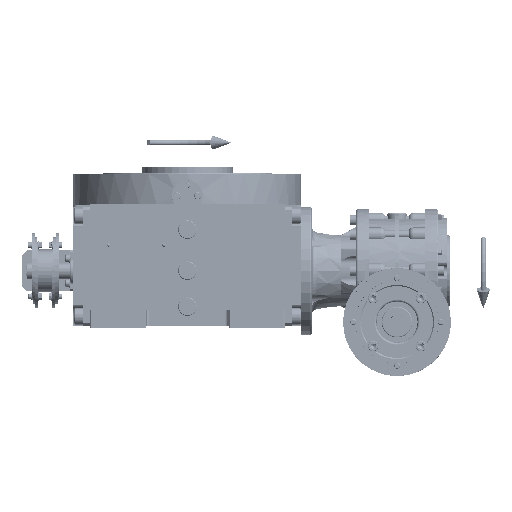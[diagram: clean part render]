
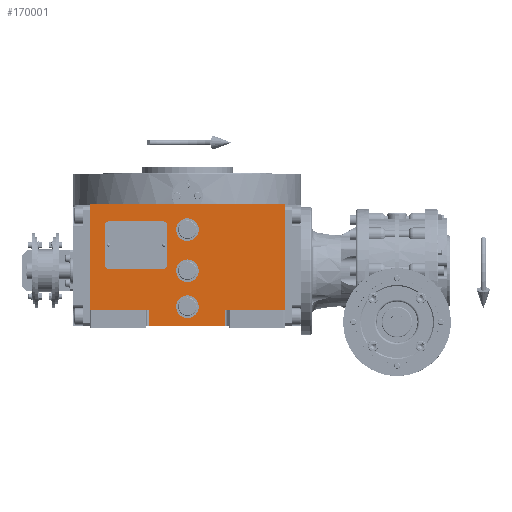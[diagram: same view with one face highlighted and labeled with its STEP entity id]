
A CAD part, top view. The second image highlights one B-rep face of the part: STEP entity #170001.
In plain terms, the highlighted planar face has unit normal (0, 0, 1).
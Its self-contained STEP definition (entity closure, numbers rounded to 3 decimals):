
#2885 = ORIENTED_EDGE ( 'NONE', *, *, #79713, .F. ) ;
#3795 = EDGE_CURVE ( 'NONE', #5855, #116529, #101344, .T. ) ;
#4049 = CIRCLE ( 'NONE', #144010, 11. ) ;
#5653 = DIRECTION ( 'NONE',  ( 1., 0., 0. ) ) ;
#5855 = VERTEX_POINT ( 'NONE', #150395 ) ;
#5994 = FACE_BOUND ( 'NONE', #26635, .T. ) ;
#10353 = DIRECTION ( 'NONE',  ( 0., 1., 0. ) ) ;
#10731 = VERTEX_POINT ( 'NONE', #14803 ) ;
#11963 = DIRECTION ( 'NONE',  ( 1., 0., 0. ) ) ;
#12717 = DIRECTION ( 'NONE',  ( 0., 0., 1. ) ) ;
#14803 = CARTESIAN_POINT ( 'NONE',  ( 94.5, -38.5, 163.5 ) ) ;
#14937 = DIRECTION ( 'NONE',  ( -1., 0., 0. ) ) ;
#17284 = CIRCLE ( 'NONE', #44775, 11. ) ;
#18764 = CARTESIAN_POINT ( 'NONE',  ( 37., -53.5, 163.5 ) ) ;
#19213 = VECTOR ( 'NONE', #23151, 1000. ) ;
#20360 = ORIENTED_EDGE ( 'NONE', *, *, #149863, .F. ) ;
#21436 = ORIENTED_EDGE ( 'NONE', *, *, #124323, .F. ) ;
#22125 = ORIENTED_EDGE ( 'NONE', *, *, #24081, .F. ) ;
#23082 = VERTEX_POINT ( 'NONE', #57111 ) ;
#23151 = DIRECTION ( 'NONE',  ( 0., 1., 0. ) ) ;
#24081 = EDGE_CURVE ( 'NONE', #36577, #137853, #100618, .T. ) ;
#25472 = DIRECTION ( 'NONE',  ( 0., -1., 0. ) ) ;
#26536 = CARTESIAN_POINT ( 'NONE',  ( -94.5, -38.5, 163.5 ) ) ;
#26635 = EDGE_LOOP ( 'NONE', ( #52915, #122240 ) ) ;
#26994 = AXIS2_PLACEMENT_3D ( 'NONE', #64785, #106948, #14937 ) ;
#28365 = EDGE_CURVE ( 'NONE', #115717, #41211, #4049, .T. ) ;
#31402 = EDGE_CURVE ( 'NONE', #70606, #159486, #136719, .T. ) ;
#31715 = EDGE_CURVE ( 'NONE', #36577, #88905, #65199, .T. ) ;
#36577 = VERTEX_POINT ( 'NONE', #156801 ) ;
#36781 = AXIS2_PLACEMENT_3D ( 'NONE', #83402, #96315, #149600 ) ;
#38011 = LINE ( 'NONE', #66332, #107204 ) ;
#38228 = CARTESIAN_POINT ( 'NONE',  ( 37., -38.5, 163.5 ) ) ;
#38281 = DIRECTION ( 'NONE',  ( 1., 0., 0. ) ) ;
#40620 = AXIS2_PLACEMENT_3D ( 'NONE', #66472, #118980, #145614 ) ;
#41211 = VERTEX_POINT ( 'NONE', #152450 ) ;
#42645 = EDGE_LOOP ( 'NONE', ( #143018, #140765, #101616, #88104, #2885, #22125, #115589, #120069 ) ) ;
#44775 = AXIS2_PLACEMENT_3D ( 'NONE', #155428, #12717, #167507 ) ;
#44859 = VERTEX_POINT ( 'NONE', #18764 ) ;
#46041 = LINE ( 'NONE', #85619, #159365 ) ;
#46451 = CARTESIAN_POINT ( 'NONE',  ( -37., -38.5, 163.5 ) ) ;
#48666 = DIRECTION ( 'NONE',  ( -1., 0., 0. ) ) ;
#52915 = ORIENTED_EDGE ( 'NONE', *, *, #113800, .F. ) ;
#53739 = CARTESIAN_POINT ( 'NONE',  ( -94.5, 64.5, 163.5 ) ) ;
#57111 = CARTESIAN_POINT ( 'NONE',  ( 94.5, 64.5, 163.5 ) ) ;
#61116 = DIRECTION ( 'NONE',  ( 1., 0., 0. ) ) ;
#62911 = EDGE_LOOP ( 'NONE', ( #96317, #21436 ) ) ;
#64785 = CARTESIAN_POINT ( 'NONE',  ( 0., 40., 163.5 ) ) ;
#64924 = EDGE_CURVE ( 'NONE', #82423, #44859, #79642, .T. ) ;
#65199 = LINE ( 'NONE', #26536, #139456 ) ;
#66332 = CARTESIAN_POINT ( 'NONE',  ( -37., -53.5, 163.5 ) ) ;
#66372 = LINE ( 'NONE', #93929, #119575 ) ;
#66472 = CARTESIAN_POINT ( 'NONE',  ( 0., 0., 163.5 ) ) ;
#69203 = CARTESIAN_POINT ( 'NONE',  ( 11., -35., 163.5 ) ) ;
#70606 = VERTEX_POINT ( 'NONE', #108667 ) ;
#70705 = EDGE_CURVE ( 'NONE', #133506, #88905, #38011, .T. ) ;
#73627 = CARTESIAN_POINT ( 'NONE',  ( 0., -35., 163.5 ) ) ;
#78183 = EDGE_CURVE ( 'NONE', #82423, #10731, #66372, .T. ) ;
#79642 = LINE ( 'NONE', #116669, #115889 ) ;
#79713 = EDGE_CURVE ( 'NONE', #137853, #23082, #168571, .T. ) ;
#82423 = VERTEX_POINT ( 'NONE', #38228 ) ;
#83402 = CARTESIAN_POINT ( 'NONE',  ( -94.5, -53.5, 163.5 ) ) ;
#85619 = CARTESIAN_POINT ( 'NONE',  ( -37., -53.5, 163.5 ) ) ;
#87759 = CARTESIAN_POINT ( 'NONE',  ( 94.5, -38.5, 163.5 ) ) ;
#88104 = ORIENTED_EDGE ( 'NONE', *, *, #100117, .T. ) ;
#88905 = VERTEX_POINT ( 'NONE', #46451 ) ;
#90369 = CARTESIAN_POINT ( 'NONE',  ( -94.5, 64.5, 163.5 ) ) ;
#91293 = EDGE_CURVE ( 'NONE', #133506, #44859, #46041, .T. ) ;
#93929 = CARTESIAN_POINT ( 'NONE',  ( 37., -38.5, 163.5 ) ) ;
#96315 = DIRECTION ( 'NONE',  ( 0., 0., 1. ) ) ;
#96317 = ORIENTED_EDGE ( 'NONE', *, *, #28365, .F. ) ;
#97171 = PLANE ( 'NONE',  #36781 ) ;
#98905 = CARTESIAN_POINT ( 'NONE',  ( -94.5, -38.5, 163.5 ) ) ;
#100117 = EDGE_CURVE ( 'NONE', #10731, #23082, #114404, .T. ) ;
#100592 = CARTESIAN_POINT ( 'NONE',  ( 11., 40., 163.5 ) ) ;
#100618 = LINE ( 'NONE', #98905, #19213 ) ;
#100800 = VECTOR ( 'NONE', #61116, 1000. ) ;
#101344 = CIRCLE ( 'NONE', #106849, 11. ) ;
#101578 = CARTESIAN_POINT ( 'NONE',  ( 11., 0., 163.5 ) ) ;
#101616 = ORIENTED_EDGE ( 'NONE', *, *, #78183, .T. ) ;
#102553 = DIRECTION ( 'NONE',  ( 0., 1., 0. ) ) ;
#102878 = AXIS2_PLACEMENT_3D ( 'NONE', #157589, #160966, #144723 ) ;
#104220 = VECTOR ( 'NONE', #10353, 1000. ) ;
#106849 = AXIS2_PLACEMENT_3D ( 'NONE', #73627, #151884, #48666 ) ;
#106948 = DIRECTION ( 'NONE',  ( 0., 0., 1. ) ) ;
#107204 = VECTOR ( 'NONE', #102553, 1000. ) ;
#108667 = CARTESIAN_POINT ( 'NONE',  ( -11., 0., 163.5 ) ) ;
#111784 = EDGE_LOOP ( 'NONE', ( #20360, #128449 ) ) ;
#113800 = EDGE_CURVE ( 'NONE', #159486, #70606, #116604, .T. ) ;
#114051 = DIRECTION ( 'NONE',  ( 0., 0., 1. ) ) ;
#114404 = LINE ( 'NONE', #87759, #104220 ) ;
#115589 = ORIENTED_EDGE ( 'NONE', *, *, #31715, .T. ) ;
#115717 = VERTEX_POINT ( 'NONE', #100592 ) ;
#115889 = VECTOR ( 'NONE', #25472, 1000. ) ;
#116529 = VERTEX_POINT ( 'NONE', #69203 ) ;
#116604 = CIRCLE ( 'NONE', #102878, 11. ) ;
#116669 = CARTESIAN_POINT ( 'NONE',  ( 37., -38.5, 163.5 ) ) ;
#118980 = DIRECTION ( 'NONE',  ( 0., 0., 1. ) ) ;
#119575 = VECTOR ( 'NONE', #158388, 1000. ) ;
#120069 = ORIENTED_EDGE ( 'NONE', *, *, #70705, .F. ) ;
#122240 = ORIENTED_EDGE ( 'NONE', *, *, #31402, .F. ) ;
#124323 = EDGE_CURVE ( 'NONE', #41211, #115717, #139589, .T. ) ;
#128449 = ORIENTED_EDGE ( 'NONE', *, *, #3795, .F. ) ;
#133330 = FACE_OUTER_BOUND ( 'NONE', #42645, .T. ) ;
#133506 = VERTEX_POINT ( 'NONE', #167420 ) ;
#136704 = FACE_BOUND ( 'NONE', #111784, .T. ) ;
#136719 = CIRCLE ( 'NONE', #40620, 11. ) ;
#137853 = VERTEX_POINT ( 'NONE', #53739 ) ;
#139456 = VECTOR ( 'NONE', #11963, 1000. ) ;
#139589 = CIRCLE ( 'NONE', #26994, 11. ) ;
#140765 = ORIENTED_EDGE ( 'NONE', *, *, #64924, .F. ) ;
#143018 = ORIENTED_EDGE ( 'NONE', *, *, #91293, .T. ) ;
#144010 = AXIS2_PLACEMENT_3D ( 'NONE', #154384, #114051, #38281 ) ;
#144723 = DIRECTION ( 'NONE',  ( 1., 0., 0. ) ) ;
#145614 = DIRECTION ( 'NONE',  ( -1., 0., 0. ) ) ;
#149600 = DIRECTION ( 'NONE',  ( 1., 0., 0. ) ) ;
#149863 = EDGE_CURVE ( 'NONE', #116529, #5855, #17284, .T. ) ;
#150395 = CARTESIAN_POINT ( 'NONE',  ( -11., -35., 163.5 ) ) ;
#151884 = DIRECTION ( 'NONE',  ( 0., 0., 1. ) ) ;
#152450 = CARTESIAN_POINT ( 'NONE',  ( -11., 40., 163.5 ) ) ;
#154384 = CARTESIAN_POINT ( 'NONE',  ( 0., 40., 163.5 ) ) ;
#155428 = CARTESIAN_POINT ( 'NONE',  ( 0., -35., 163.5 ) ) ;
#156801 = CARTESIAN_POINT ( 'NONE',  ( -94.5, -38.5, 163.5 ) ) ;
#157589 = CARTESIAN_POINT ( 'NONE',  ( 0., 0., 163.5 ) ) ;
#158388 = DIRECTION ( 'NONE',  ( 1., 0., 0. ) ) ;
#159365 = VECTOR ( 'NONE', #5653, 1000. ) ;
#159486 = VERTEX_POINT ( 'NONE', #101578 ) ;
#159924 = FACE_BOUND ( 'NONE', #62911, .T. ) ;
#160966 = DIRECTION ( 'NONE',  ( 0., 0., 1. ) ) ;
#167420 = CARTESIAN_POINT ( 'NONE',  ( -37., -53.5, 163.5 ) ) ;
#167507 = DIRECTION ( 'NONE',  ( 1., 0., 0. ) ) ;
#168571 = LINE ( 'NONE', #90369, #100800 ) ;
#170001 = ADVANCED_FACE ( 'NONE', ( #5994, #136704, #159924, #133330 ), #97171, .T. ) ;
